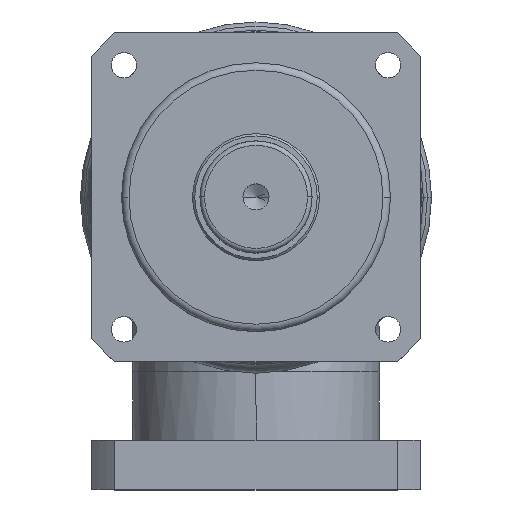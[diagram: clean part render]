
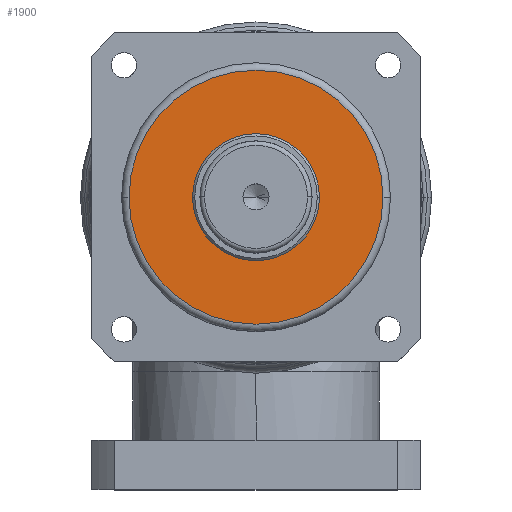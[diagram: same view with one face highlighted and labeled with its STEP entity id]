
A CAD part, top view. The second image highlights one B-rep face of the part: STEP entity #1900.
In plain terms, the highlighted planar face has unit normal (0, 0, 1).
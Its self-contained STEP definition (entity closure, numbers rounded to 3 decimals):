
#27 = DIRECTION ( 'NONE',  ( 1., 0., 0. ) ) ;
#57 = ORIENTED_EDGE ( 'NONE', *, *, #5450, .F. ) ;
#260 = ORIENTED_EDGE ( 'NONE', *, *, #480, .T. ) ;
#480 = EDGE_CURVE ( 'NONE', #7029, #6601, #1378, .T. ) ;
#489 = CARTESIAN_POINT ( 'NONE',  ( 0., 0., 155. ) ) ;
#866 = CIRCLE ( 'NONE', #6740, 42.5 ) ;
#1120 = DIRECTION ( 'NONE',  ( 1., 0., 0. ) ) ;
#1213 = CARTESIAN_POINT ( 'NONE',  ( -42.5, 0., 155. ) ) ;
#1378 = CIRCLE ( 'NONE', #3973, 85. ) ;
#1705 = DIRECTION ( 'NONE',  ( 0., 0., 1. ) ) ;
#1891 = AXIS2_PLACEMENT_3D ( 'NONE', #3879, #2614, #7062 ) ;
#1900 = ADVANCED_FACE ( 'NONE', ( #2228, #7103 ), #6430, .T. ) ;
#2046 = ORIENTED_EDGE ( 'NONE', *, *, #8061, .F. ) ;
#2228 = FACE_OUTER_BOUND ( 'NONE', #7002, .T. ) ;
#2302 = VERTEX_POINT ( 'NONE', #1213 ) ;
#2614 = DIRECTION ( 'NONE',  ( 0., 0., 1. ) ) ;
#2744 = VERTEX_POINT ( 'NONE', #3234 ) ;
#2973 = CARTESIAN_POINT ( 'NONE',  ( 85., 0., 155. ) ) ;
#3196 = CIRCLE ( 'NONE', #7332, 42.5 ) ;
#3234 = CARTESIAN_POINT ( 'NONE',  ( 42.5, 0., 155. ) ) ;
#3768 = CARTESIAN_POINT ( 'NONE',  ( 0., 0., 155. ) ) ;
#3812 = DIRECTION ( 'NONE',  ( 0., 0., 1. ) ) ;
#3879 = CARTESIAN_POINT ( 'NONE',  ( 0., 0., 155. ) ) ;
#3973 = AXIS2_PLACEMENT_3D ( 'NONE', #5389, #1705, #6148 ) ;
#4414 = DIRECTION ( 'NONE',  ( 1., 0., 0. ) ) ;
#4913 = DIRECTION ( 'NONE',  ( 0., 0., 1. ) ) ;
#5107 = AXIS2_PLACEMENT_3D ( 'NONE', #3768, #8205, #4414 ) ;
#5389 = CARTESIAN_POINT ( 'NONE',  ( 0., 0., 155. ) ) ;
#5446 = EDGE_LOOP ( 'NONE', ( #2046, #57 ) ) ;
#5450 = EDGE_CURVE ( 'NONE', #2744, #2302, #3196, .T. ) ;
#5698 = ORIENTED_EDGE ( 'NONE', *, *, #7216, .T. ) ;
#6148 = DIRECTION ( 'NONE',  ( 1., 0., 0. ) ) ;
#6430 = PLANE ( 'NONE',  #1891 ) ;
#6601 = VERTEX_POINT ( 'NONE', #7344 ) ;
#6704 = CIRCLE ( 'NONE', #5107, 85. ) ;
#6740 = AXIS2_PLACEMENT_3D ( 'NONE', #7618, #3812, #27 ) ;
#7002 = EDGE_LOOP ( 'NONE', ( #260, #5698 ) ) ;
#7029 = VERTEX_POINT ( 'NONE', #2973 ) ;
#7062 = DIRECTION ( 'NONE',  ( 1., 0., 0. ) ) ;
#7103 = FACE_BOUND ( 'NONE', #5446, .T. ) ;
#7216 = EDGE_CURVE ( 'NONE', #6601, #7029, #6704, .T. ) ;
#7332 = AXIS2_PLACEMENT_3D ( 'NONE', #489, #4913, #1120 ) ;
#7344 = CARTESIAN_POINT ( 'NONE',  ( -85., 0., 155. ) ) ;
#7618 = CARTESIAN_POINT ( 'NONE',  ( 0., 0., 155. ) ) ;
#8061 = EDGE_CURVE ( 'NONE', #2302, #2744, #866, .T. ) ;
#8205 = DIRECTION ( 'NONE',  ( 0., 0., 1. ) ) ;
